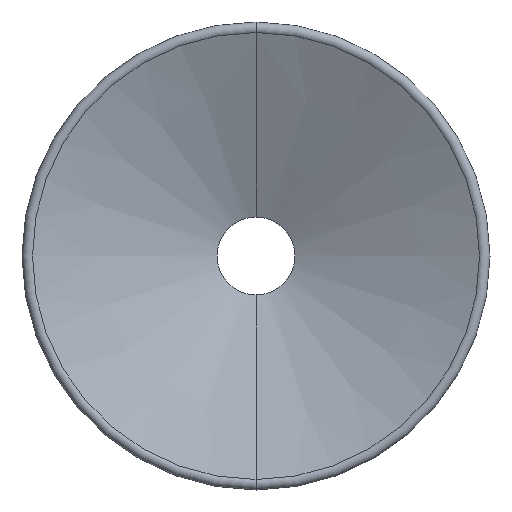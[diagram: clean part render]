
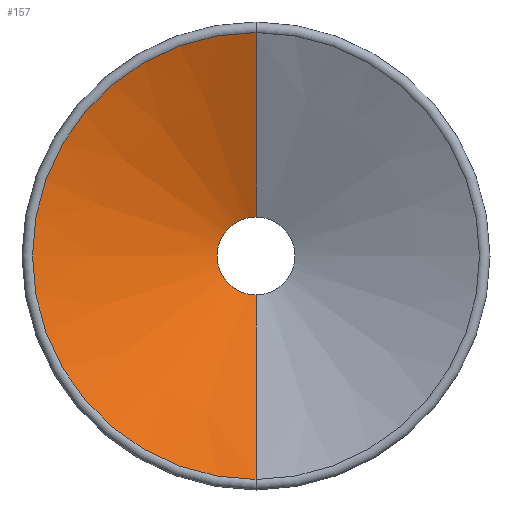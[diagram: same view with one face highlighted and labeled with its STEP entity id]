
A CAD part, front view. The second image highlights one B-rep face of the part: STEP entity #157.
In plain terms, the highlighted conical face has half-angle 67.421 degrees and reference radius 7.183 mm.
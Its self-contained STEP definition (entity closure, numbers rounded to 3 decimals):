
#27 = EDGE_CURVE ( 'NONE', #324, #154, #93, .T. ) ;
#63 = CARTESIAN_POINT ( 'NONE',  ( 0., -12.467, 7.183 ) ) ;
#83 = EDGE_CURVE ( 'NONE', #324, #225, #85, .T. ) ;
#85 = CIRCLE ( 'NONE', #472, 1.25 ) ;
#93 = LINE ( 'NONE', #317, #392 ) ;
#109 = DIRECTION ( 'NONE',  ( 0., 1., 0. ) ) ;
#125 = EDGE_LOOP ( 'NONE', ( #429, #306, #520, #710 ) ) ;
#143 = DIRECTION ( 'NONE',  ( 0., 1., 0. ) ) ;
#154 = VERTEX_POINT ( 'NONE', #453 ) ;
#157 = ADVANCED_FACE ( 'NONE', ( #257 ), #578, .F. ) ;
#167 = CARTESIAN_POINT ( 'NONE',  ( 0., -10., 0. ) ) ;
#172 = CARTESIAN_POINT ( 'NONE',  ( 0., -12.467, 0. ) ) ;
#173 = CIRCLE ( 'NONE', #295, 7.183 ) ;
#218 = DIRECTION ( 'NONE',  ( 0., -1., 0. ) ) ;
#225 = VERTEX_POINT ( 'NONE', #290 ) ;
#240 = EDGE_CURVE ( 'NONE', #225, #450, #353, .T. ) ;
#247 = DIRECTION ( 'NONE',  ( 0., 0., 1. ) ) ;
#257 = FACE_OUTER_BOUND ( 'NONE', #125, .T. ) ;
#280 = DIRECTION ( 'NONE',  ( 0., -0.384, 0.923 ) ) ;
#282 = VECTOR ( 'NONE', #280, 1000. ) ;
#290 = CARTESIAN_POINT ( 'NONE',  ( 0., -10., 1.25 ) ) ;
#295 = AXIS2_PLACEMENT_3D ( 'NONE', #483, #143, #247 ) ;
#298 = AXIS2_PLACEMENT_3D ( 'NONE', #172, #218, #508 ) ;
#306 = ORIENTED_EDGE ( 'NONE', *, *, #240, .T. ) ;
#317 = CARTESIAN_POINT ( 'NONE',  ( 0., -12.467, -7.183 ) ) ;
#324 = VERTEX_POINT ( 'NONE', #596 ) ;
#353 = LINE ( 'NONE', #63, #282 ) ;
#392 = VECTOR ( 'NONE', #726, 1000. ) ;
#422 = CARTESIAN_POINT ( 'NONE',  ( 0., -12.467, 7.183 ) ) ;
#429 = ORIENTED_EDGE ( 'NONE', *, *, #83, .T. ) ;
#450 = VERTEX_POINT ( 'NONE', #422 ) ;
#453 = CARTESIAN_POINT ( 'NONE',  ( 0., -12.467, -7.183 ) ) ;
#472 = AXIS2_PLACEMENT_3D ( 'NONE', #167, #109, #731 ) ;
#483 = CARTESIAN_POINT ( 'NONE',  ( 0., -12.467, 0. ) ) ;
#485 = EDGE_CURVE ( 'NONE', #154, #450, #173, .T. ) ;
#508 = DIRECTION ( 'NONE',  ( 0., 0., -1. ) ) ;
#520 = ORIENTED_EDGE ( 'NONE', *, *, #485, .F. ) ;
#578 = CONICAL_SURFACE ( 'NONE', #298, 7.183, 1.177 ) ;
#596 = CARTESIAN_POINT ( 'NONE',  ( 0., -10., -1.25 ) ) ;
#710 = ORIENTED_EDGE ( 'NONE', *, *, #27, .F. ) ;
#726 = DIRECTION ( 'NONE',  ( 0., -0.384, -0.923 ) ) ;
#731 = DIRECTION ( 'NONE',  ( 0., 0., 1. ) ) ;
